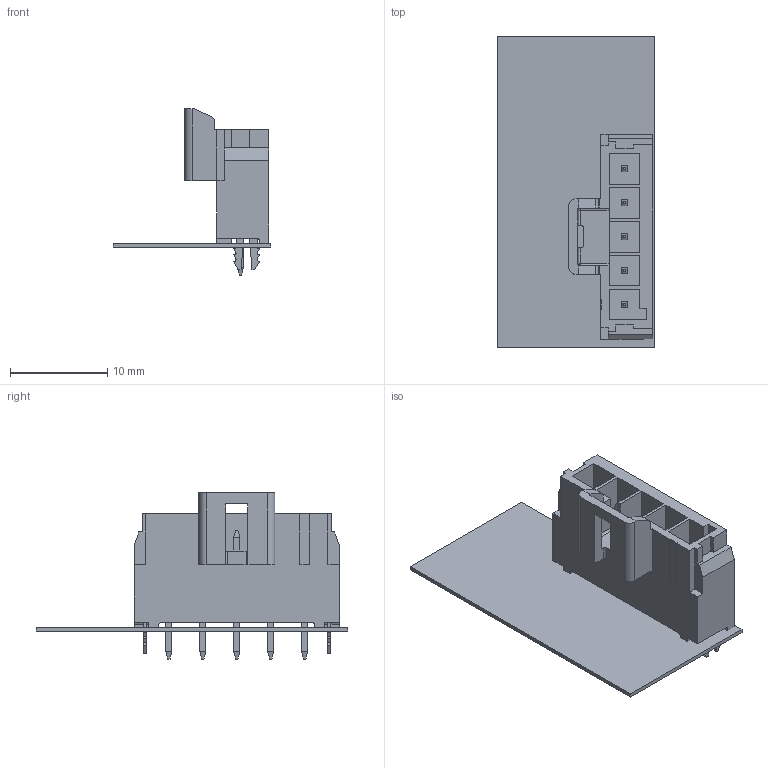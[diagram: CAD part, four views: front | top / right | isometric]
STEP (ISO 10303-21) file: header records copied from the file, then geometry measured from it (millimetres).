
FILE_DESCRIPTION(('Open CASCADE Model'),'2;1');
FILE_NAME('Open CASCADE Shape Model','2019-12-01T01:23:33',('Author'),( 'Open CASCADE'),'Open CASCADE STEP processor 6.8','Open CASCADE 6.8' ,'Unknown');
FILE_SCHEMA(('AUTOMOTIVE_DESIGN { 1 0 10303 214 1 1 1 1 }'));
Length unit declared in the file: millimetre
Products named in the file (7): PCB; Board; Open CASCADE STEP translator 6.8 17.1.1; P7; 1722871105_RGB4210752; Open CASCADE STEP translator 6.8 17.2.1.1; Open CASCADE STEP translator 6.8 17.2.1.2
Assembly tree (6 placements, depth 4):
  PCB
    Board
      Open CASCADE STEP translator 6.8 17.1.1
    P7
      1722871105_RGB4210752
        Open CASCADE STEP translator 6.8 17.2.1.1
        Open CASCADE STEP translator 6.8 17.2.1.2
Bounding box: 16.27 x 32.13 x 17.15 mm (x, y, z)
Volume: 1086.6 mm3; surface area: 2843.2 mm2
Topology: 2 solids, 2 shells, 402 faces, 1104 edges, 738 vertices
Faces by surface type: plane 302, cylinder 98, sphere 2
Entity records: 16368 total; most frequent: CARTESIAN_POINT 2297, ORIENTED_EDGE 2180, DIRECTION 2118, EDGE_CURVE 1090, LINE 892, VECTOR 892, VERTEX_POINT 710, AXIS2_PLACEMENT_3D 613
